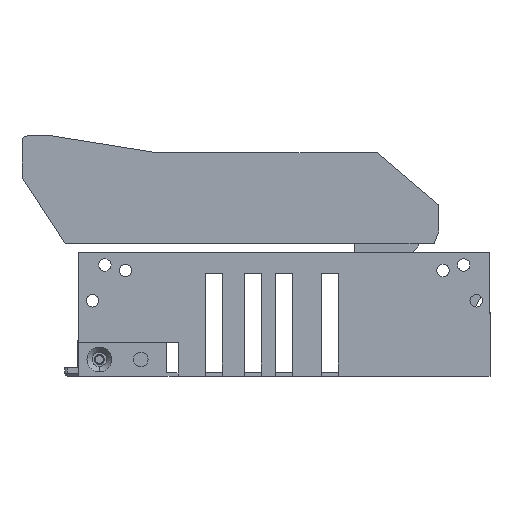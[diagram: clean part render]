
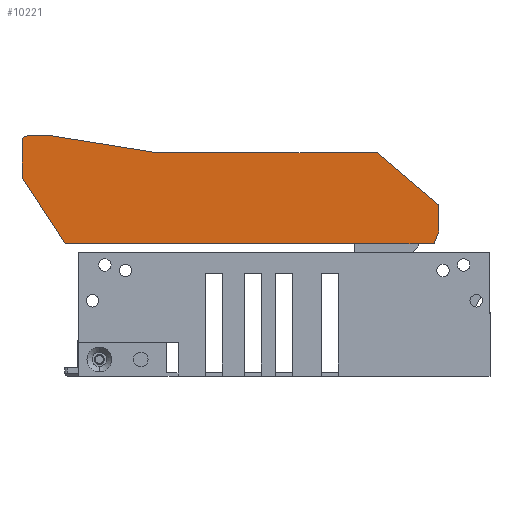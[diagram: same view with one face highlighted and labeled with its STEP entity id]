
A CAD part, front view. The second image highlights one B-rep face of the part: STEP entity #10221.
In plain terms, the highlighted face is planar.
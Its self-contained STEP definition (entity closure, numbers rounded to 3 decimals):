
#10146=AXIS2_PLACEMENT_3D('Plane Axis2P3D',#10143,#10144,#10145) ;
#10192=AXIS2_PLACEMENT_3D('Circle Axis2P3D',#10190,#10191,$) ;
#10102=CARTESIAN_POINT('Vertex',(154.348,24.,51.701)) ;
#10116=CARTESIAN_POINT('Vertex',(20.744,24.,51.701)) ;
#10119=CARTESIAN_POINT('Line Origine',(87.546,24.,51.701)) ;
#10143=CARTESIAN_POINT('Axis2P3D Location',(0.,24.,0.)) ;
#10148=CARTESIAN_POINT('Line Origine',(19.872,24.,53.99)) ;
#10152=CARTESIAN_POINT('Vertex',(19.,24.,56.279)) ;
#10155=CARTESIAN_POINT('Line Origine',(19.,24.,61.)) ;
#10159=CARTESIAN_POINT('Vertex',(19.,24.,65.72)) ;
#10162=CARTESIAN_POINT('Line Origine',(30.19,24.,75.151)) ;
#10166=CARTESIAN_POINT('Vertex',(41.38,24.,84.582)) ;
#10169=CARTESIAN_POINT('Line Origine',(81.087,24.,84.582)) ;
#10173=CARTESIAN_POINT('Vertex',(120.795,24.,84.582)) ;
#10176=CARTESIAN_POINT('Line Origine',(139.834,24.,87.645)) ;
#10180=CARTESIAN_POINT('Vertex',(158.873,24.,90.708)) ;
#10183=CARTESIAN_POINT('Line Origine',(163.437,24.,90.708)) ;
#10187=CARTESIAN_POINT('Vertex',(168.,24.,90.708)) ;
#10190=CARTESIAN_POINT('Axis2P3D Location',(168.,24.,88.708)) ;
#10194=CARTESIAN_POINT('Vertex',(170.,24.,88.708)) ;
#10197=CARTESIAN_POINT('Line Origine',(170.,24.,82.208)) ;
#10201=CARTESIAN_POINT('Vertex',(170.,24.,75.709)) ;
#10204=CARTESIAN_POINT('Line Origine',(162.174,24.,63.705)) ;
#10120=DIRECTION('Vector Direction',(-1.,0.,0.)) ;
#10144=DIRECTION('Axis2P3D Direction',(0.,1.,-0.)) ;
#10145=DIRECTION('Axis2P3D XDirection',(-1.,0.,0.)) ;
#10149=DIRECTION('Vector Direction',(0.356,0.,-0.934)) ;
#10156=DIRECTION('Vector Direction',(0.,0.,-1.)) ;
#10163=DIRECTION('Vector Direction',(-0.765,0.,-0.644)) ;
#10170=DIRECTION('Vector Direction',(-1.,0.,0.)) ;
#10177=DIRECTION('Vector Direction',(-0.987,0.,-0.159)) ;
#10184=DIRECTION('Vector Direction',(-1.,0.,0.)) ;
#10191=DIRECTION('Axis2P3D Direction',(0.,1.,-0.)) ;
#10198=DIRECTION('Vector Direction',(0.,0.,-1.)) ;
#10205=DIRECTION('Vector Direction',(-0.546,0.,-0.838)) ;
#10121=VECTOR('Line Direction',#10120,1.) ;
#10150=VECTOR('Line Direction',#10149,1.) ;
#10157=VECTOR('Line Direction',#10156,1.) ;
#10164=VECTOR('Line Direction',#10163,1.) ;
#10171=VECTOR('Line Direction',#10170,1.) ;
#10178=VECTOR('Line Direction',#10177,1.) ;
#10185=VECTOR('Line Direction',#10184,1.) ;
#10199=VECTOR('Line Direction',#10198,1.) ;
#10206=VECTOR('Line Direction',#10205,1.) ;
#10210=ORIENTED_EDGE('',*,*,#10123,.T.) ;
#10211=ORIENTED_EDGE('',*,*,#10154,.T.) ;
#10212=ORIENTED_EDGE('',*,*,#10161,.T.) ;
#10213=ORIENTED_EDGE('',*,*,#10168,.T.) ;
#10214=ORIENTED_EDGE('',*,*,#10175,.T.) ;
#10215=ORIENTED_EDGE('',*,*,#10182,.T.) ;
#10216=ORIENTED_EDGE('',*,*,#10189,.T.) ;
#10217=ORIENTED_EDGE('',*,*,#10196,.T.) ;
#10218=ORIENTED_EDGE('',*,*,#10203,.T.) ;
#10219=ORIENTED_EDGE('',*,*,#10208,.T.) ;
#10221=ADVANCED_FACE('K\X2\00F6\X0\rper.3',(#10220),#10147,.T.) ;
#10193=CIRCLE('generated circle',#10192,2.) ;
#10123=EDGE_CURVE('',#10103,#10117,#10122,.T.) ;
#10154=EDGE_CURVE('',#10117,#10153,#10151,.F.) ;
#10161=EDGE_CURVE('',#10153,#10160,#10158,.F.) ;
#10168=EDGE_CURVE('',#10160,#10167,#10165,.F.) ;
#10175=EDGE_CURVE('',#10167,#10174,#10172,.F.) ;
#10182=EDGE_CURVE('',#10174,#10181,#10179,.F.) ;
#10189=EDGE_CURVE('',#10181,#10188,#10186,.F.) ;
#10196=EDGE_CURVE('',#10188,#10195,#10193,.T.) ;
#10203=EDGE_CURVE('',#10195,#10202,#10200,.T.) ;
#10208=EDGE_CURVE('',#10202,#10103,#10207,.T.) ;
#10209=EDGE_LOOP('',(#10210,#10211,#10212,#10213,#10214,#10215,#10216,#10217,#10218,#10219)) ;
#10220=FACE_OUTER_BOUND('',#10209,.T.) ;
#10122=LINE('Line',#10119,#10121) ;
#10151=LINE('Line',#10148,#10150) ;
#10158=LINE('Line',#10155,#10157) ;
#10165=LINE('Line',#10162,#10164) ;
#10172=LINE('Line',#10169,#10171) ;
#10179=LINE('Line',#10176,#10178) ;
#10186=LINE('Line',#10183,#10185) ;
#10200=LINE('Line',#10197,#10199) ;
#10207=LINE('Line',#10204,#10206) ;
#10147=PLANE('Plane',#10146) ;
#10103=VERTEX_POINT('',#10102) ;
#10117=VERTEX_POINT('',#10116) ;
#10153=VERTEX_POINT('',#10152) ;
#10160=VERTEX_POINT('',#10159) ;
#10167=VERTEX_POINT('',#10166) ;
#10174=VERTEX_POINT('',#10173) ;
#10181=VERTEX_POINT('',#10180) ;
#10188=VERTEX_POINT('',#10187) ;
#10195=VERTEX_POINT('',#10194) ;
#10202=VERTEX_POINT('',#10201) ;
